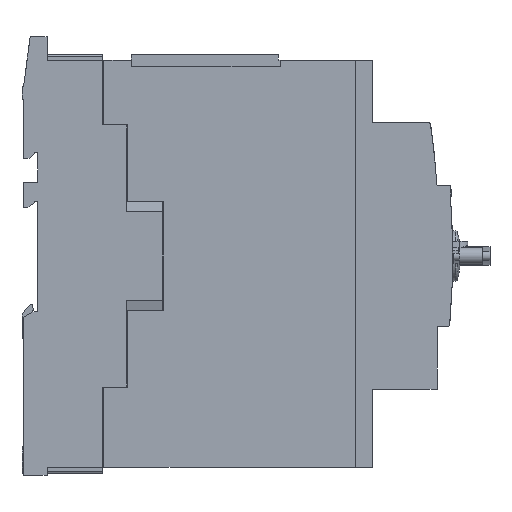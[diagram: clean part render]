
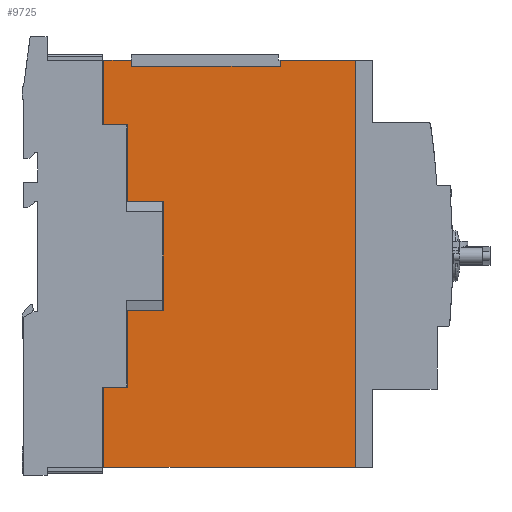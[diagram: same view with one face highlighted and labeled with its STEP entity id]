
A CAD part, left-side view. The second image highlights one B-rep face of the part: STEP entity #9725.
In plain terms, the highlighted planar face has unit normal (-1, 0, 0).
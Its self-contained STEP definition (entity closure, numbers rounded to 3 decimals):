
#5285=EDGE_CURVE('',#8991,#8289,#15429,.T.);
#5409=VERTEX_POINT('',#15561);
#5623=EDGE_CURVE('',#8289,#12305,#15798,.T.);
#6103=VERTEX_POINT('',#16327);
#6583=EDGE_CURVE('',#11779,#9287,#16862,.T.);
#6893=EDGE_CURVE('',#6103,#6941,#17201,.T.);
#6941=VERTEX_POINT('',#17252);
#7465=EDGE_CURVE('',#5409,#13161,#17816,.T.);
#8123=VERTEX_POINT('',#18536);
#8289=VERTEX_POINT('',#18714);
#8499=EDGE_CURVE('',#8123,#9987,#18941,.T.);
#8511=EDGE_CURVE('',#11929,#5409,#18953,.T.);
#8557=EDGE_CURVE('',#9987,#11779,#19001,.T.);
#8665=EDGE_CURVE('',#9287,#11137,#19114,.T.);
#8727=EDGE_CURVE('',#13161,#14083,#19182,.T.);
#8887=EDGE_CURVE('',#12357,#11137,#19352,.T.);
#8991=VERTEX_POINT('',#19462);
#9033=EDGE_CURVE('',#10073,#10745,#19505,.T.);
#9125=EDGE_CURVE('',#6103,#10073,#19601,.T.);
#9287=VERTEX_POINT('',#19772);
#9725=ADVANCED_FACE('',(#20268),#20269,.F.);
#9727=EDGE_CURVE('',#12305,#11929,#20271,.T.);
#9987=VERTEX_POINT('',#20558);
#10073=VERTEX_POINT('',#20647);
#10745=VERTEX_POINT('',#21403);
#11137=VERTEX_POINT('',#21826);
#11597=VERTEX_POINT('',#22339);
#11669=EDGE_CURVE('',#11597,#6941,#22415,.T.);
#11779=VERTEX_POINT('',#22539);
#11929=VERTEX_POINT('',#22712);
#12119=EDGE_CURVE('',#11597,#8991,#22912,.T.);
#12305=VERTEX_POINT('',#23123);
#12357=VERTEX_POINT('',#23180);
#12983=EDGE_CURVE('',#12357,#14083,#23878,.T.);
#13161=VERTEX_POINT('',#24073);
#14083=VERTEX_POINT('',#25079);
#14675=EDGE_CURVE('',#10745,#8123,#25723,.T.);
#15429=LINE('',#26620,#26621);
#15561=CARTESIAN_POINT('',(-27.375,-33.1,-17.25));
#15798=LINE('',#27155,#27156);
#16327=CARTESIAN_POINT('',(-27.375,-34.4,62.5));
#16862=LINE('',#28648,#28649);
#17201=LINE('',#29116,#29117);
#17252=CARTESIAN_POINT('',(-27.375,-25.6,62.5));
#17816=LINE('',#29993,#29994);
#18536=CARTESIAN_POINT('',(-27.375,-81.9,62.5));
#18714=CARTESIAN_POINT('',(-27.375,-33.1,17.25));
#18941=LINE('',#31603,#31604);
#18953=LINE('',#31621,#31622);
#19001=LINE('',#31697,#31698);
#19114=LINE('',#31854,#31855);
#19182=LINE('',#31942,#31943);
#19352=LINE('',#32186,#32187);
#19462=CARTESIAN_POINT('',(-27.375,-33.1,42.1));
#19505=LINE('',#32446,#32447);
#19601=LINE('',#32579,#32580);
#19772=CARTESIAN_POINT('',(-27.375,-105.9,-67.399));
#20268=FACE_OUTER_BOUND('',#33531,.T.);
#20269=PLANE('',#33532);
#20271=LINE('',#33535,#33536);
#20558=CARTESIAN_POINT('',(-27.375,-105.9,62.5));
#20647=CARTESIAN_POINT('',(-27.375,-34.4,60.5));
#21403=CARTESIAN_POINT('',(-27.375,-81.9,60.5));
#21826=CARTESIAN_POINT('',(-27.375,-105.9,-67.4));
#22339=CARTESIAN_POINT('',(-27.375,-25.6,42.1));
#22415=LINE('',#36598,#36599);
#22539=CARTESIAN_POINT('',(-27.375,-105.9,62.499));
#22712=CARTESIAN_POINT('',(-27.375,-44.6,-17.25));
#22912=LINE('',#37315,#37316);
#23123=CARTESIAN_POINT('',(-27.375,-44.6,17.25));
#23180=CARTESIAN_POINT('',(-27.375,-25.6,-67.4));
#23878=LINE('',#38666,#38667);
#24073=CARTESIAN_POINT('',(-27.375,-33.1,-42.1));
#25079=CARTESIAN_POINT('',(-27.375,-25.6,-42.1));
#25723=LINE('',#41214,#41215);
#26620=CARTESIAN_POINT('',(-27.375,-33.1,19.825));
#26621=VECTOR('',#42282,1.0);
#27155=CARTESIAN_POINT('',(-27.375,-31.55,17.25));
#27156=VECTOR('',#42678,1.0);
#28648=CARTESIAN_POINT('',(-27.375,-105.9,-2.45));
#28649=VECTOR('',#43927,1.0);
#29116=CARTESIAN_POINT('',(-27.375,-30.0,62.5));
#29117=VECTOR('',#44319,1.0);
#29993=CARTESIAN_POINT('',(-27.375,-33.1,-9.85));
#29994=VECTOR('',#44879,1.0);
#31603=CARTESIAN_POINT('',(-27.375,-93.9,62.5));
#31604=VECTOR('',#46000,1.0);
#31621=CARTESIAN_POINT('',(-27.375,-37.3,-17.25));
#31622=VECTOR('',#46008,1.0);
#31697=CARTESIAN_POINT('',(-27.375,-105.9,-2.45));
#31698=VECTOR('',#46043,1.0);
#31854=CARTESIAN_POINT('',(-27.375,-105.9,-2.45));
#31855=VECTOR('',#46127,1.0);
#31942=CARTESIAN_POINT('',(-27.375,-31.55,-42.1));
#31943=VECTOR('',#46195,1.0);
#32186=CARTESIAN_POINT('',(-27.375,-25.6,-67.4));
#32187=VECTOR('',#46336,1.0);
#32446=CARTESIAN_POINT('',(-27.375,-25.6,60.5));
#32447=VECTOR('',#46435,1.0);
#32579=CARTESIAN_POINT('',(-27.375,-34.4,-2.45));
#32580=VECTOR('',#46498,1.0);
#33531=EDGE_LOOP('',(#47283,#47284,#47285,#47286,#47287,#47288,#47289,#47290,#47291,#47292,#47293,#47294,#47295,#47296,#47297,#47298,#47299,#47300));
#33532=AXIS2_PLACEMENT_3D('',#47301,#47302,#47303);
#33535=CARTESIAN_POINT('',(-27.375,-44.6,7.4));
#33536=VECTOR('',#47304,1.0);
#36598=CARTESIAN_POINT('',(-27.375,-25.6,-2.45));
#36599=VECTOR('',#49892,1.0);
#37315=CARTESIAN_POINT('',(-27.375,-27.8,42.1));
#37316=VECTOR('',#50509,1.0);
#38666=CARTESIAN_POINT('',(-27.375,-25.6,-2.45));
#38667=VECTOR('',#51620,1.0);
#41214=CARTESIAN_POINT('',(-27.375,-81.9,-2.45));
#41215=VECTOR('',#53570,1.0);
#42282=DIRECTION('',(0.0,0.0,-1.0));
#42678=DIRECTION('',(0.0,-1.0,0.0));
#43927=DIRECTION('',(0.0,0.0,-1.0));
#44319=DIRECTION('',(0.0,1.0,0.0));
#44879=DIRECTION('',(0.0,0.0,-1.0));
#46000=DIRECTION('',(0.0,-1.0,0.0));
#46008=DIRECTION('',(-0.0,1.0,0.0));
#46043=DIRECTION('',(0.0,0.0,-1.0));
#46127=DIRECTION('',(0.0,0.0,-1.0));
#46195=DIRECTION('',(-0.0,1.0,0.0));
#46336=DIRECTION('',(0.0,-1.0,0.0));
#46435=DIRECTION('',(0.0,-1.0,0.0));
#46498=DIRECTION('',(0.0,0.0,-1.0));
#47283=ORIENTED_EDGE('',*,*,#8727,.T.);
#47284=ORIENTED_EDGE('',*,*,#12983,.F.);
#47285=ORIENTED_EDGE('',*,*,#8887,.T.);
#47286=ORIENTED_EDGE('',*,*,#8665,.F.);
#47287=ORIENTED_EDGE('',*,*,#6583,.F.);
#47288=ORIENTED_EDGE('',*,*,#8557,.F.);
#47289=ORIENTED_EDGE('',*,*,#8499,.F.);
#47290=ORIENTED_EDGE('',*,*,#14675,.F.);
#47291=ORIENTED_EDGE('',*,*,#9033,.F.);
#47292=ORIENTED_EDGE('',*,*,#9125,.F.);
#47293=ORIENTED_EDGE('',*,*,#6893,.T.);
#47294=ORIENTED_EDGE('',*,*,#11669,.F.);
#47295=ORIENTED_EDGE('',*,*,#12119,.T.);
#47296=ORIENTED_EDGE('',*,*,#5285,.T.);
#47297=ORIENTED_EDGE('',*,*,#5623,.T.);
#47298=ORIENTED_EDGE('',*,*,#9727,.T.);
#47299=ORIENTED_EDGE('',*,*,#8511,.T.);
#47300=ORIENTED_EDGE('',*,*,#7465,.T.);
#47301=CARTESIAN_POINT('',(-27.375,-30.0,-2.45));
#47302=DIRECTION('',(1.0,0.0,0.0));
#47303=DIRECTION('',(0.0,1.0,0.0));
#47304=DIRECTION('',(0.0,0.0,-1.0));
#49892=DIRECTION('',(0.0,0.0,1.0));
#50509=DIRECTION('',(0.0,-1.0,0.0));
#51620=DIRECTION('',(0.0,0.0,1.0));
#53570=DIRECTION('',(0.0,0.0,1.0));
